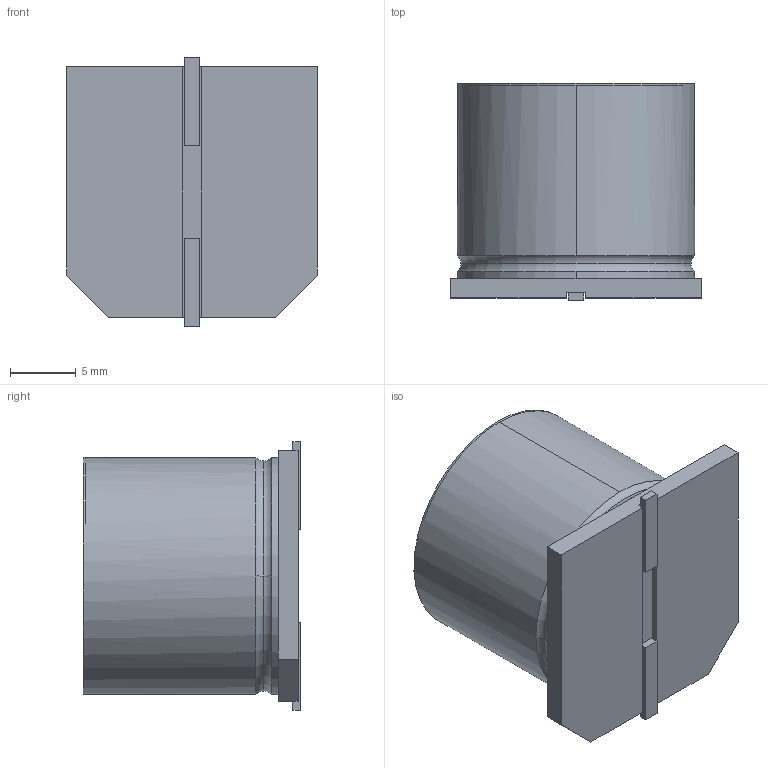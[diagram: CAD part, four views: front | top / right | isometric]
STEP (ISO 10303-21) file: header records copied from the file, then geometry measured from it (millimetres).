
FILE_DESCRIPTION (( 'STEP AP214' ), '1' );
FILE_NAME ('User Library-TG_series_size_K16.STEP', '2018-03-15T15:55:27', ( '' ), ( '' ), 'SwSTEP 2.0', 'SolidWorks 2018', '' );
FILE_SCHEMA (( 'AUTOMOTIVE_DESIGN' ));
Length unit declared in the file: millimetre
Products named in the file (1): User Library-TG_series_size_K16
Bounding box: 19 x 16.5 x 20.4 mm (x, y, z)
Volume: 4278 mm3; surface area: 2427.5 mm2
Topology: 5 solids, 5 shells, 44 faces, 97 edges, 64 vertices
Faces by surface type: plane 32, cylinder 8, torus 4
Entity records: 1767 total; most frequent: DIRECTION 215, CARTESIAN_POINT 206, ORIENTED_EDGE 194, EDGE_CURVE 97, AXIS2_PLACEMENT_3D 73, LINE 69, VECTOR 69, VERTEX_POINT 64
